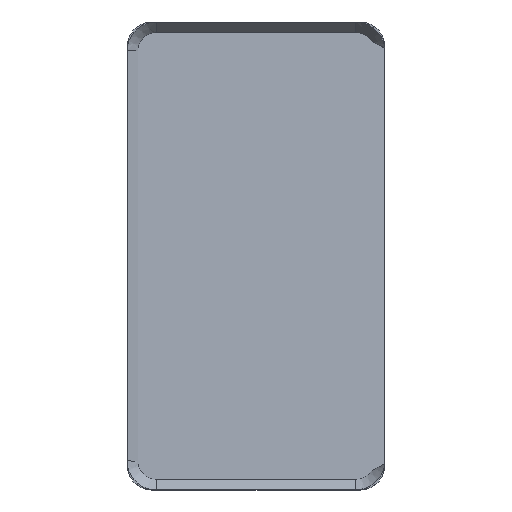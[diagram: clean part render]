
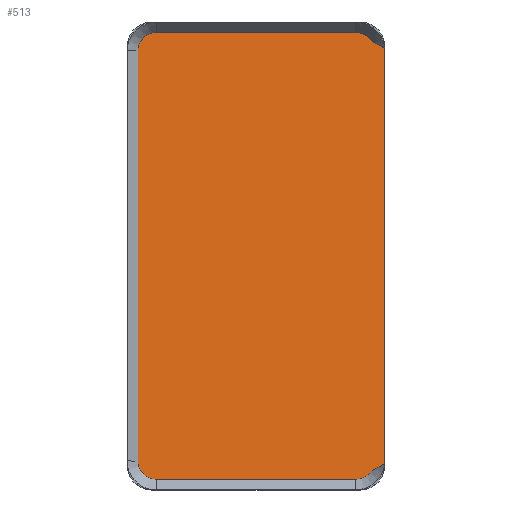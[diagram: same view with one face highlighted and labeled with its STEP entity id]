
A CAD part, top view. The second image highlights one B-rep face of the part: STEP entity #513.
In plain terms, the highlighted planar face has unit normal (0.113, 0, 0.994).
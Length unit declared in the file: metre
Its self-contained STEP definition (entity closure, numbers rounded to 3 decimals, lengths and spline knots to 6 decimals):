
#34=ELLIPSE('',#530,0.003523,0.0035);
#35=ELLIPSE('',#533,0.003523,0.0035);
#36=ELLIPSE('',#545,0.003523,0.0035);
#37=ELLIPSE('',#550,0.003523,0.0035);
#180=ORIENTED_EDGE('',*,*,#222,.T.);
#181=ORIENTED_EDGE('',*,*,#219,.T.);
#182=ORIENTED_EDGE('',*,*,#260,.T.);
#183=ORIENTED_EDGE('',*,*,#230,.F.);
#184=ORIENTED_EDGE('',*,*,#261,.T.);
#185=ORIENTED_EDGE('',*,*,#227,.T.);
#186=ORIENTED_EDGE('',*,*,#224,.F.);
#187=ORIENTED_EDGE('',*,*,#203,.T.);
#188=ORIENTED_EDGE('',*,*,#197,.F.);
#189=ORIENTED_EDGE('',*,*,#200,.T.);
#197=EDGE_CURVE('',#269,#270,#313,.T.);
#200=EDGE_CURVE('',#269,#272,#34,.T.);
#203=EDGE_CURVE('',#274,#270,#35,.T.);
#219=EDGE_CURVE('',#289,#288,#36,.T.);
#222=EDGE_CURVE('',#272,#289,#326,.T.);
#224=EDGE_CURVE('',#274,#291,#328,.T.);
#227=EDGE_CURVE('',#293,#291,#37,.T.);
#230=EDGE_CURVE('',#295,#296,#332,.T.);
#260=EDGE_CURVE('',#288,#296,#354,.F.);
#261=EDGE_CURVE('',#295,#293,#355,.F.);
#269=VERTEX_POINT('',#746);
#270=VERTEX_POINT('',#748);
#272=VERTEX_POINT('',#754);
#274=VERTEX_POINT('',#760);
#288=VERTEX_POINT('',#793);
#289=VERTEX_POINT('',#795);
#291=VERTEX_POINT('',#804);
#293=VERTEX_POINT('',#810);
#295=VERTEX_POINT('',#816);
#296=VERTEX_POINT('',#817);
#313=LINE('',#747,#363);
#326=LINE('',#800,#376);
#328=LINE('',#803,#378);
#332=LINE('',#815,#382);
#354=LINE('',#880,#404);
#355=LINE('',#882,#405);
#363=VECTOR('',#590,1.);
#376=VECTOR('',#641,1.);
#378=VECTOR('',#645,1.);
#382=VECTOR('',#657,1.);
#404=VECTOR('',#723,1.);
#405=VECTOR('',#726,1.);
#435=EDGE_LOOP('',(#180,#181,#182,#183,#184,#185,#186,#187,#188,#189));
#465=FACE_BOUND('',#435,.T.);
#483=PLANE('',#576);
#513=ADVANCED_FACE('',(#465),#483,.T.);
#530=AXIS2_PLACEMENT_3D('',#753,#595,#596);
#533=AXIS2_PLACEMENT_3D('',#759,#602,#603);
#545=AXIS2_PLACEMENT_3D('',#794,#634,#635);
#550=AXIS2_PLACEMENT_3D('',#809,#650,#651);
#576=AXIS2_PLACEMENT_3D('',#883,#727,#728);
#590=DIRECTION('',(0.,1.,0.));
#595=DIRECTION('',(0.113,0.,0.994));
#596=DIRECTION('',(0.994,0.,-0.113));
#602=DIRECTION('',(0.113,0.,0.994));
#603=DIRECTION('',(0.994,0.,-0.113));
#634=DIRECTION('',(0.113,0.,0.994));
#635=DIRECTION('',(0.994,0.,-0.113));
#641=DIRECTION('',(0.994,0.,-0.113));
#645=DIRECTION('',(0.994,0.,-0.113));
#650=DIRECTION('',(0.113,0.,0.994));
#651=DIRECTION('',(0.994,0.,-0.113));
#657=DIRECTION('',(0.,-1.,0.));
#723=DIRECTION('',(-0.875,-0.473,0.1));
#726=DIRECTION('',(0.875,-0.473,-0.1));
#727=DIRECTION('',(0.113,0.,0.994));
#728=DIRECTION('',(0.994,0.,-0.113));
#746=CARTESIAN_POINT('',(-0.010675,-0.025253,0.00675));
#747=CARTESIAN_POINT('',(-0.010675,-0.029083,0.00675));
#748=CARTESIAN_POINT('',(-0.010675,0.052747,0.00675));
#753=CARTESIAN_POINT('',(-0.007175,-0.025253,0.006352));
#754=CARTESIAN_POINT('',(-0.007175,-0.028753,0.006352));
#759=CARTESIAN_POINT('',(-0.007175,0.052747,0.006352));
#760=CARTESIAN_POINT('',(-0.007175,0.056247,0.006352));
#793=CARTESIAN_POINT('',(0.033754,-0.02717,0.001693));
#794=CARTESIAN_POINT('',(0.030825,-0.025253,0.002026));
#795=CARTESIAN_POINT('',(0.030825,-0.028753,0.002026));
#800=CARTESIAN_POINT('',(0.011172,-0.028753,0.004263));
#803=CARTESIAN_POINT('',(0.011172,0.056247,0.004263));
#804=CARTESIAN_POINT('',(0.030825,0.056247,0.002026));
#809=CARTESIAN_POINT('',(0.030825,0.052747,0.002026));
#810=CARTESIAN_POINT('',(0.033754,0.054664,0.001693));
#815=CARTESIAN_POINT('',(0.036325,0.013747,0.0014));
#816=CARTESIAN_POINT('',(0.036325,0.053273,0.0014));
#817=CARTESIAN_POINT('',(0.036325,-0.025779,0.0014));
#880=CARTESIAN_POINT('',(0.033029,-0.027561,0.001775));
#882=CARTESIAN_POINT('',(0.036539,0.053158,0.001376));
#883=CARTESIAN_POINT('',(0.010475,-0.030053,0.004343));
